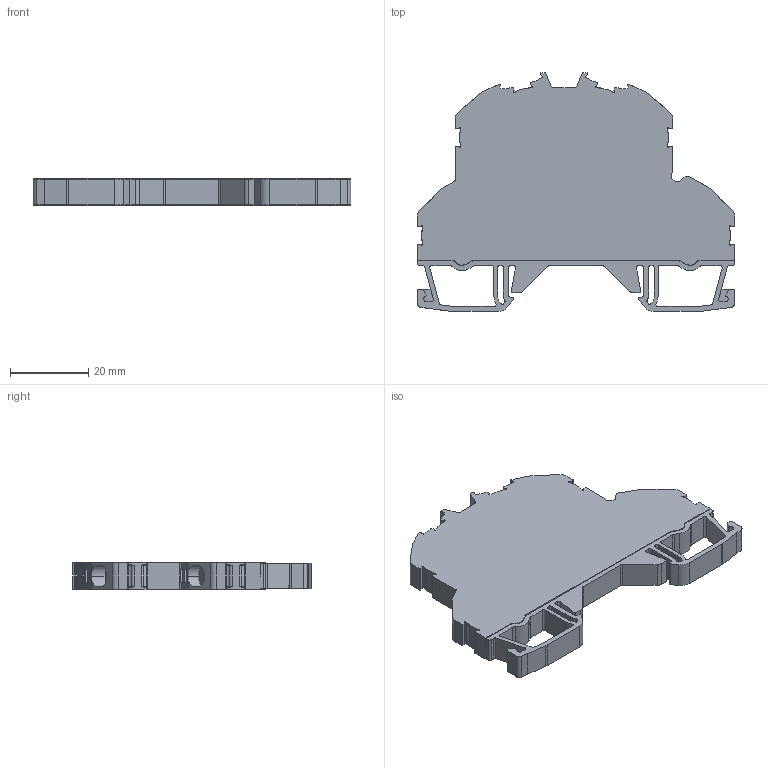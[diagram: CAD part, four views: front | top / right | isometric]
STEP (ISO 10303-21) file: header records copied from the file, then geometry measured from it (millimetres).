
FILE_DESCRIPTION (( 'STEP AP203' ), '1' );
FILE_NAME ('Yeni Opk 4 - Çift Katlý1.STEP', '2018-11-21T13:39:46', ( '' ), ( '' ), 'SwSTEP 2.0', 'SolidWorks 2011', '' );
FILE_SCHEMA (( 'CONFIG_CONTROL_DESIGN' ));
Length unit declared in the file: millimetre
Products named in the file (1): Yeni Opk 4 - Çift Katlý1
Bounding box: 81 x 61 x 6.7 mm (x, y, z)
Volume: 20813.8 mm3; surface area: 10865 mm2
Topology: 1 solids, 1 shells, 814 faces, 2234 edges, 1401 vertices
Faces by surface type: cylinder 341, plane 293, bspline 180
Entity records: 29242 total; most frequent: CARTESIAN_POINT 10501, ORIENTED_EDGE 4420, DIRECTION 3255, EDGE_CURVE 2210, VERTEX_POINT 1401, AXIS2_PLACEMENT_3D 1109, VECTOR 1037, LINE 1037
